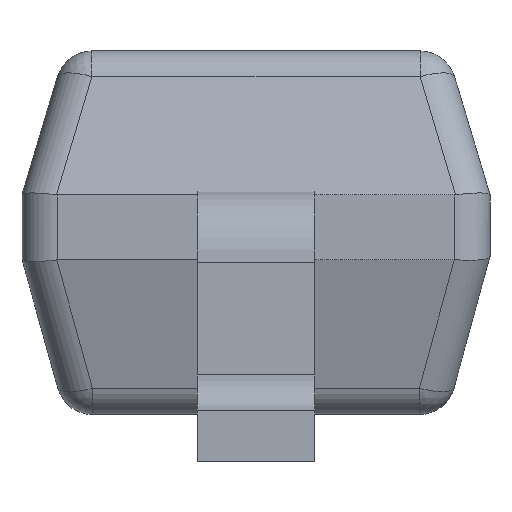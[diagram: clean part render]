
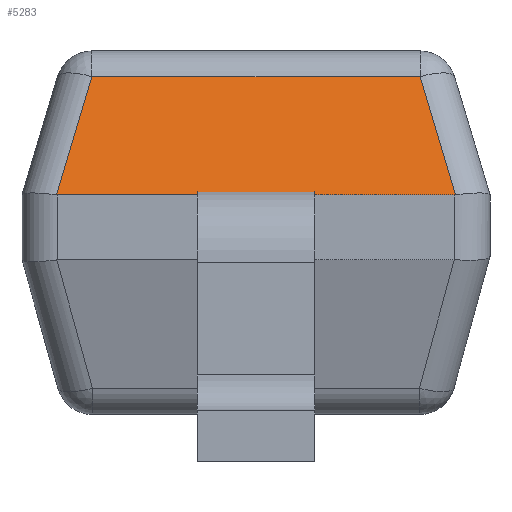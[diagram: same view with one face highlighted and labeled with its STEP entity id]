
A CAD part, left-side view. The second image highlights one B-rep face of the part: STEP entity #5283.
In plain terms, the highlighted planar face has unit normal (-0.958, 0, 0.287).
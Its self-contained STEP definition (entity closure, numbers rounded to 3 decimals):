
#184=PLANE('',#5640);
#405=FACE_OUTER_BOUND('',#705,.T.);
#705=EDGE_LOOP('',(#3727,#3728,#3729,#3730,#3731,#3732));
#993=LINE('',#6935,#1479);
#996=LINE('',#6939,#1482);
#1003=LINE('',#6958,#1489);
#1025=LINE('',#7017,#1511);
#1479=VECTOR('',#5921,0.911);
#1482=VECTOR('',#5926,0.357);
#1489=VECTOR('',#5949,0.357);
#1511=VECTOR('',#6019,1.1);
#1956=ELLIPSE('',#5566,0.348,0.1);
#1970=ELLIPSE('',#5625,0.348,0.1);
#2240=VERTEX_POINT('',#6833);
#2241=VERTEX_POINT('',#6835);
#2264=VERTEX_POINT('',#6906);
#2273=VERTEX_POINT('',#6931);
#2277=VERTEX_POINT('',#6957);
#2286=VERTEX_POINT('',#6978);
#2776=EDGE_CURVE('',#2240,#2241,#1956,.T.);
#2817=EDGE_CURVE('',#2264,#2273,#993,.T.);
#2820=EDGE_CURVE('',#2273,#2240,#996,.T.);
#2830=EDGE_CURVE('',#2277,#2264,#1003,.T.);
#2841=EDGE_CURVE('',#2286,#2277,#1970,.T.);
#2863=EDGE_CURVE('',#2286,#2241,#1025,.T.);
#3727=ORIENTED_EDGE('',*,*,#2776,.F.);
#3728=ORIENTED_EDGE('',*,*,#2820,.F.);
#3729=ORIENTED_EDGE('',*,*,#2817,.F.);
#3730=ORIENTED_EDGE('',*,*,#2830,.F.);
#3731=ORIENTED_EDGE('',*,*,#2841,.F.);
#3732=ORIENTED_EDGE('',*,*,#2863,.T.);
#5283=ADVANCED_FACE('',(#405),#184,.T.);
#5566=AXIS2_PLACEMENT_3D('',#6836,#5826,#5827);
#5625=AXIS2_PLACEMENT_3D('',#6980,#5970,#5971);
#5640=AXIS2_PLACEMENT_3D('',#7016,#6017,#6018);
#5826=DIRECTION('center_axis',(0.958,0.,-0.287));
#5827=DIRECTION('ref_axis',(-0.287,0.,-0.958));
#5921=DIRECTION('',(0.,-1.,0.));
#5926=DIRECTION('',(-0.276,-0.276,-0.921));
#5949=DIRECTION('',(0.276,-0.276,0.921));
#5970=DIRECTION('center_axis',(0.958,0.,-0.287));
#5971=DIRECTION('ref_axis',(-0.287,0.,-0.958));
#6017=DIRECTION('center_axis',(-0.958,0.,
0.287));
#6018=DIRECTION('ref_axis',(0.287,0.,0.958));
#6019=DIRECTION('',(0.,-1.,0.));
#6833=CARTESIAN_POINT('',(-0.875,-0.554,0.61));
#6835=CARTESIAN_POINT('',(-0.875,-0.55,0.61));
#6836=CARTESIAN_POINT('Origin',(-0.775,-0.55,0.943));
#6906=CARTESIAN_POINT('',(-0.776,0.456,0.939));
#6931=CARTESIAN_POINT('',(-0.776,-0.456,0.939));
#6935=CARTESIAN_POINT('',(-0.776,0.163,0.939));
#6939=CARTESIAN_POINT('',(-0.773,-0.452,0.95));
#6957=CARTESIAN_POINT('',(-0.875,0.554,0.61));
#6958=CARTESIAN_POINT('',(-0.764,0.444,0.979));
#6978=CARTESIAN_POINT('',(-0.875,0.55,0.61));
#6980=CARTESIAN_POINT('Origin',(-0.775,0.55,0.943));
#7016=CARTESIAN_POINT('Origin',(-0.815,0.325,0.81));
#7017=CARTESIAN_POINT('',(-0.875,0.325,0.61));
